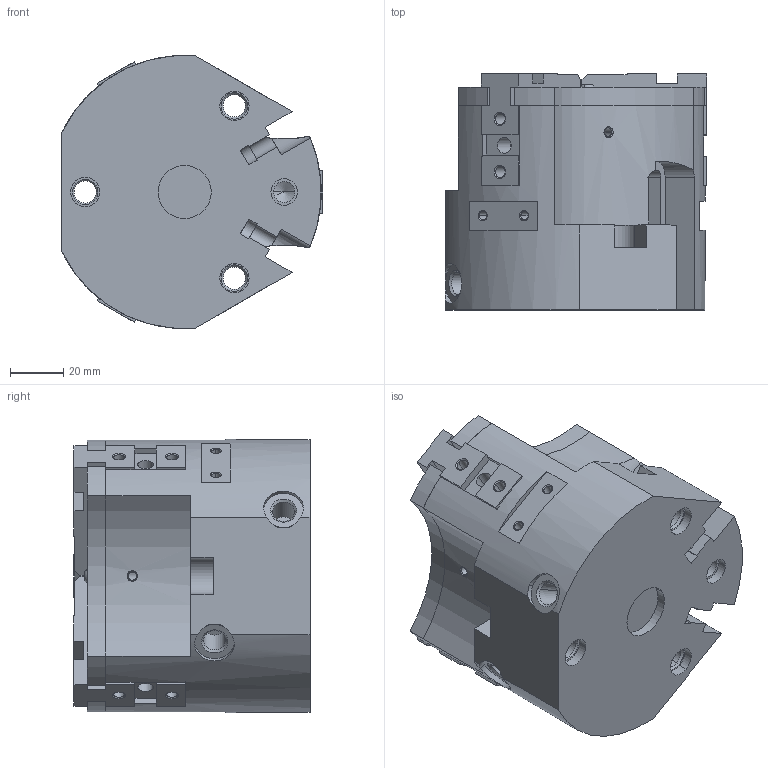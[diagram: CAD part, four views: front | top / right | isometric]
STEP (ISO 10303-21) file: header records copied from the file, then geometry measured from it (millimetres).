
FILE_DESCRIPTION( ( '' ), '1' );
FILE_NAME( 'ope105_3_oe874pee_0_2_14a.stp', '2010-10-25T13:18:45', ( '' ), ( '' ), ' ', ' ', ' ' );
FILE_SCHEMA( ( 'automotive_design' ) );
Length unit declared in the file: millimetre
Products named in the file (4): 1; 2; 3; 4
Bounding box: 98.5 x 89 x 102.98 mm (x, y, z)
Volume: 516671.7 mm3; surface area: 95290 mm2
Topology: 4 solids, 4 shells, 434 faces, 1117 edges, 685 vertices
Faces by surface type: plane 203, cylinder 127, cone 98, torus 6
Entity records: 26005 total; most frequent: CARTESIAN_POINT 3135, DIRECTION 2229, STYLED_ITEM 2194, PRESENTATION_STYLE_ASSIGNMENT 2194, COLOUR_RGB 2194, ORIENTED_EDGE 2142, EDGE_CURVE 1071, CURVE_STYLE 1071
